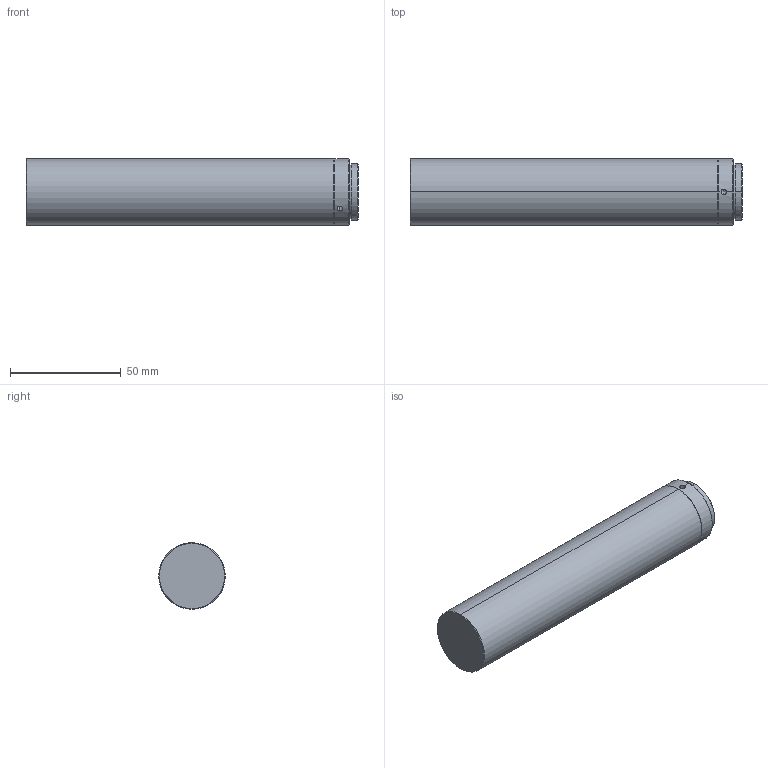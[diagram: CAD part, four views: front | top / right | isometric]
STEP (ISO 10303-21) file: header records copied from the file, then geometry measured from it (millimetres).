
FILE_DESCRIPTION (( 'STEP AP203' ), '1' );
FILE_NAME ('WH05-730A-110.STEP', '2019-12-03T02:05:50', ( 'Windows 蚚誧' ), ( '' ), 'SwSTEP 2.0', 'SolidWorks 2017', '' );
FILE_SCHEMA (( 'CONFIG_CONTROL_DESIGN' ));
Length unit declared in the file: millimetre
Products named in the file (1): WH05-730A-110
Bounding box: 149.8 x 30 x 30 mm (x, y, z)
Volume: 104870.4 mm3; surface area: 16283.1 mm2
Topology: 1 solids, 1 shells, 34 faces, 75 edges, 43 vertices
Faces by surface type: cylinder 16, cone 12, plane 6
Entity records: 1058 total; most frequent: CARTESIAN_POINT 251, DIRECTION 163, ORIENTED_EDGE 138, EDGE_CURVE 69, AXIS2_PLACEMENT_3D 67, VERTEX_POINT 43, EDGE_LOOP 40, FACE_OUTER_BOUND 34
